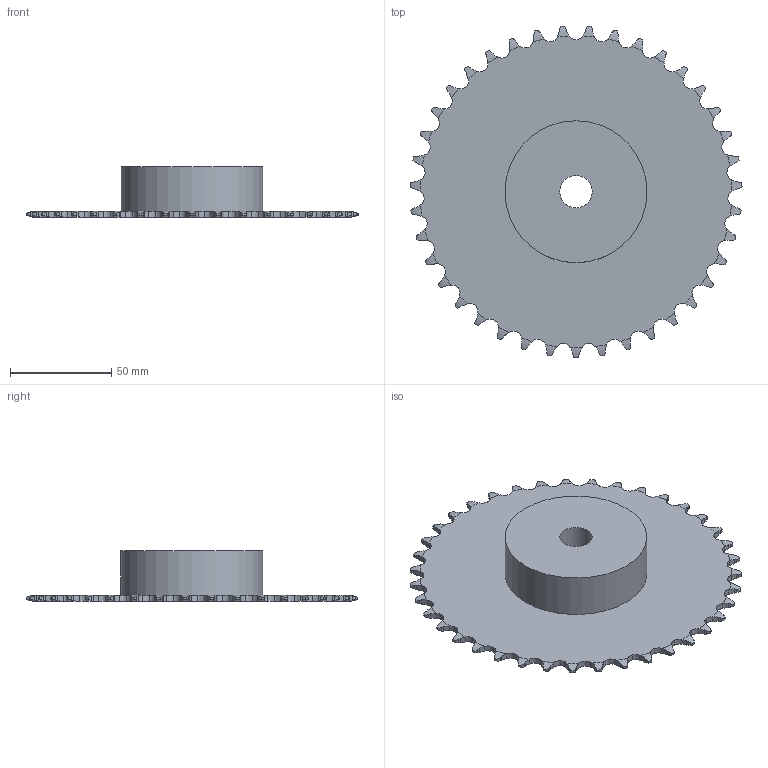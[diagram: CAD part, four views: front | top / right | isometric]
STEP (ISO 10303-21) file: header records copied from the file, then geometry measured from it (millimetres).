
FILE_DESCRIPTION(('FreeCAD Model'),'2;1');
FILE_NAME('Open CASCADE Shape Model','2021-04-18T15:58:23',('FreeCAD'),( 'FreeCAD'),'Open CASCADE STEP processor 7.4','FreeCAD','Unknown');
FILE_SCHEMA(('AUTOMOTIVE_DESIGN { 1 0 10303 214 1 1 1 1 }'));
Length unit declared in the file: millimetre
Products named in the file (1): Open CASCADE STEP translator 7.4 32
Bounding box: 163.73 x 163.6 x 25 mm (x, y, z)
Volume: 136135 mm3; surface area: 45617.5 mm2
Topology: 1 solids, 1 shells, 435 faces, 1294 edges, 863 vertices
Faces by surface type: cylinder 275, plane 82, torus 78
Full cylindrical faces by diameter (mm): 16 x1, 70 x1
Entity records: 38790 total; most frequent: CARTESIAN_POINT 16215, DIRECTION 3432, ORIENTED_EDGE 2588, PCURVE 2588, DEFINITIONAL_REPRESENTATION 2588, LINE 1761, VECTOR 1761, B_SPLINE_CURVE_WITH_KNOTS 1404
